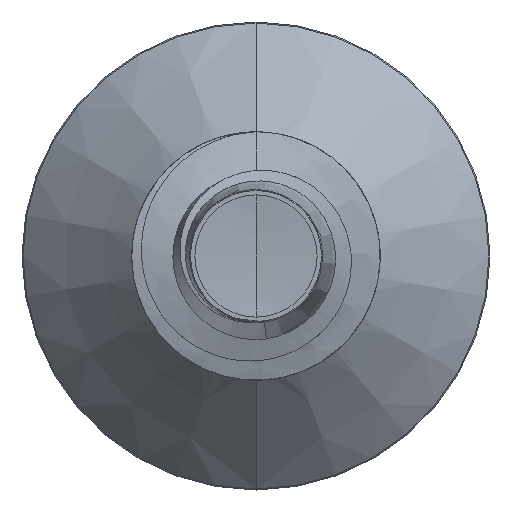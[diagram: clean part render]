
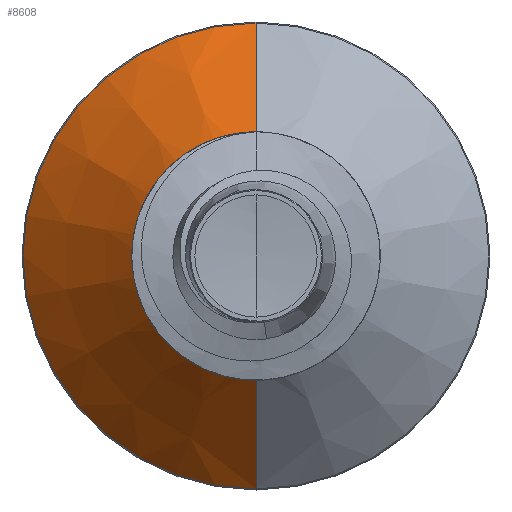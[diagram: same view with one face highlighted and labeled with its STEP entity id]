
A CAD part, front view. The second image highlights one B-rep face of the part: STEP entity #8608.
In plain terms, the highlighted conical face has half-angle 45 degrees and reference radius 2.744 mm.
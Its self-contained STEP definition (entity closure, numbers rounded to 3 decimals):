
#825 = EDGE_CURVE ( 'NONE', #4857, #16134, #10725, .T. ) ;
#926 = DIRECTION ( 'NONE',  ( 0., 0., 1. ) ) ;
#1262 = EDGE_CURVE ( 'NONE', #9461, #16134, #9860, .T. ) ;
#1616 = AXIS2_PLACEMENT_3D ( 'NONE', #3361, #3341, #3336 ) ;
#1738 = VECTOR ( 'NONE', #6478, 1000. ) ;
#2855 = LINE ( 'NONE', #17139, #16592 ) ;
#3336 = DIRECTION ( 'NONE',  ( 0., 0., 1. ) ) ;
#3341 = DIRECTION ( 'NONE',  ( 0., 1., 0. ) ) ;
#3361 = CARTESIAN_POINT ( 'NONE',  ( 0., 19.124, 0. ) ) ;
#3956 = AXIS2_PLACEMENT_3D ( 'NONE', #11898, #4611, #926 ) ;
#4355 = VERTEX_POINT ( 'NONE', #9256 ) ;
#4611 = DIRECTION ( 'NONE',  ( 0., 1., 0. ) ) ;
#4755 = EDGE_CURVE ( 'NONE', #4355, #9461, #2855, .T. ) ;
#4857 = VERTEX_POINT ( 'NONE', #16439 ) ;
#5091 = DIRECTION ( 'NONE',  ( 0., 1., 0. ) ) ;
#5656 = AXIS2_PLACEMENT_3D ( 'NONE', #13514, #5091, #14629 ) ;
#6423 = CARTESIAN_POINT ( 'NONE',  ( 0., 16.245, 2.745 ) ) ;
#6478 = DIRECTION ( 'NONE',  ( 0., 0.707, 0.707 ) ) ;
#8359 = ORIENTED_EDGE ( 'NONE', *, *, #1262, .F. ) ;
#8608 = ADVANCED_FACE ( 'NONE', ( #10911 ), #13431, .T. ) ;
#8737 = CIRCLE ( 'NONE', #5656, 2.745 ) ;
#9256 = CARTESIAN_POINT ( 'NONE',  ( 0., 16.245, -2.745 ) ) ;
#9461 = VERTEX_POINT ( 'NONE', #13292 ) ;
#9481 = DIRECTION ( 'NONE',  ( 0., 0.707, -0.707 ) ) ;
#9860 = CIRCLE ( 'NONE', #1616, 5.624 ) ;
#10725 = LINE ( 'NONE', #6423, #1738 ) ;
#10911 = FACE_OUTER_BOUND ( 'NONE', #13128, .T. ) ;
#11582 = ORIENTED_EDGE ( 'NONE', *, *, #825, .T. ) ;
#11898 = CARTESIAN_POINT ( 'NONE',  ( 0., 16.245, 0. ) ) ;
#13128 = EDGE_LOOP ( 'NONE', ( #16621, #14391, #11582, #8359 ) ) ;
#13292 = CARTESIAN_POINT ( 'NONE',  ( 0., 19.124, -5.624 ) ) ;
#13431 = CONICAL_SURFACE ( 'NONE', #3956, 2.745, 0.785 ) ;
#13514 = CARTESIAN_POINT ( 'NONE',  ( 0., 16.245, 0. ) ) ;
#14391 = ORIENTED_EDGE ( 'NONE', *, *, #16234, .T. ) ;
#14629 = DIRECTION ( 'NONE',  ( 0., 0., 1. ) ) ;
#16134 = VERTEX_POINT ( 'NONE', #16466 ) ;
#16234 = EDGE_CURVE ( 'NONE', #4355, #4857, #8737, .T. ) ;
#16439 = CARTESIAN_POINT ( 'NONE',  ( 0., 16.245, 2.745 ) ) ;
#16466 = CARTESIAN_POINT ( 'NONE',  ( 0., 19.124, 5.624 ) ) ;
#16592 = VECTOR ( 'NONE', #9481, 1000. ) ;
#16621 = ORIENTED_EDGE ( 'NONE', *, *, #4755, .F. ) ;
#17139 = CARTESIAN_POINT ( 'NONE',  ( 0., 16.245, -2.745 ) ) ;
